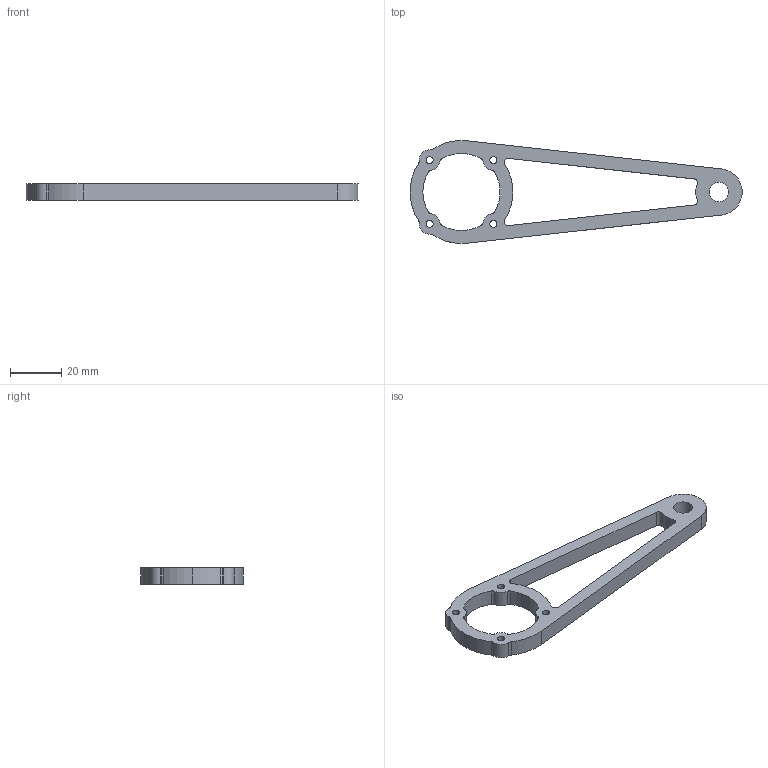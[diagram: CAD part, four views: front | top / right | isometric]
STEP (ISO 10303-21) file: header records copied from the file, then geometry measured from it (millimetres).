
FILE_DESCRIPTION (( 'STEP AP203' ), '1' );
FILE_NAME ('minitaur-leg-upper-link_Default_sldprt.STEP', '2016-11-29T01:07:23', ( 'Alexander' ), ( '' ), 'SwSTEP 2.0', 'SolidWorks 2015', '' );
FILE_SCHEMA (( 'CONFIG_CONTROL_DESIGN' ));
Length unit declared in the file: millimetre
Products named in the file (1): minitaur-leg-upper-link_Default_sldprt
Bounding box: 128.97 x 39.98 x 6.35 mm (x, y, z)
Volume: 10333.9 mm3; surface area: 7284.5 mm2
Topology: 1 solids, 1 shells, 55 faces, 159 edges, 106 vertices
Faces by surface type: cylinder 49, plane 6
Entity records: 1976 total; most frequent: DIRECTION 369, CARTESIAN_POINT 321, ORIENTED_EDGE 318, EDGE_CURVE 159, AXIS2_PLACEMENT_3D 154, VERTEX_POINT 106, CIRCLE 98, EDGE_LOOP 69
